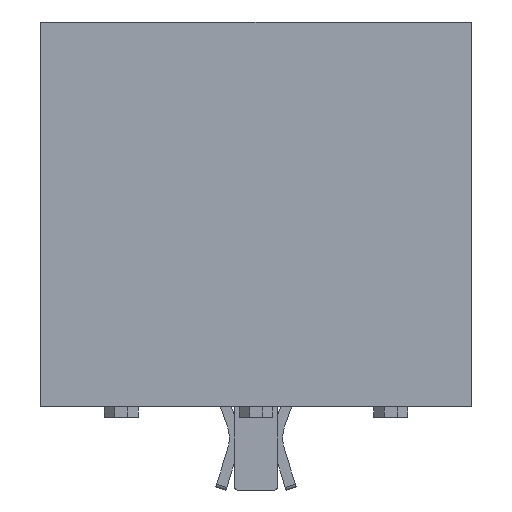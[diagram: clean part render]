
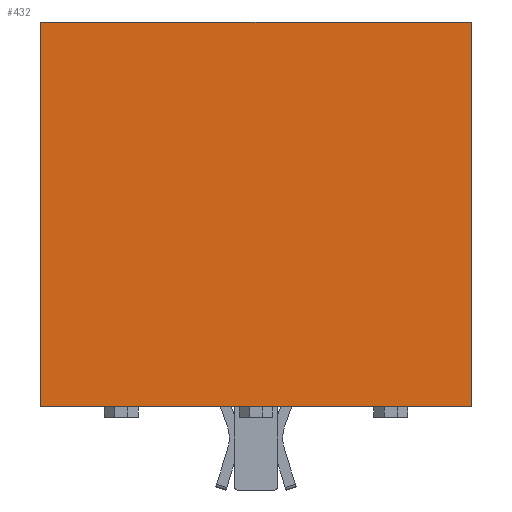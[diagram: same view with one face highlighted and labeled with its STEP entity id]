
A CAD part, front view. The second image highlights one B-rep face of the part: STEP entity #432.
In plain terms, the highlighted planar face has unit normal (0, -1, 0).
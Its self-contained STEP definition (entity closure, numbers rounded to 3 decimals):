
#432 = ADVANCED_FACE( '', ( #900 ), #901, .F. );
#900 = FACE_OUTER_BOUND( '', #1413, .T. );
#901 = PLANE( '', #1414 );
#1413 = EDGE_LOOP( '', ( #2672, #2673, #2674, #2675 ) );
#1414 = AXIS2_PLACEMENT_3D( '', #2676, #2677, #2678 );
#2672 = ORIENTED_EDGE( '', *, *, #3456, .F. );
#2673 = ORIENTED_EDGE( '', *, *, #3100, .F. );
#2674 = ORIENTED_EDGE( '', *, *, #3016, .F. );
#2675 = ORIENTED_EDGE( '', *, *, #3069, .F. );
#2676 = CARTESIAN_POINT( '', ( 0., -2.54, 0. ) );
#2677 = DIRECTION( '', ( 0., 1., 0. ) );
#2678 = DIRECTION( '', ( 0., 0., 1. ) );
#3016 = EDGE_CURVE( '', #3636, #3638, #3639, .T. );
#3069 = EDGE_CURVE( '', #3733, #3636, #3735, .T. );
#3100 = EDGE_CURVE( '', #3638, #3784, #3788, .T. );
#3456 = EDGE_CURVE( '', #3784, #3733, #4276, .T. );
#3636 = VERTEX_POINT( '', #4532 );
#3638 = VERTEX_POINT( '', #4535 );
#3639 = LINE( '', #4536, #4537 );
#3733 = VERTEX_POINT( '', #4670 );
#3735 = LINE( '', #4673, #4674 );
#3784 = VERTEX_POINT( '', #4747 );
#3788 = LINE( '', #4753, #4754 );
#4276 = LINE( '', #5466, #5467 );
#4532 = CARTESIAN_POINT( '', ( 4.06, -2.54, 3.62 ) );
#4535 = CARTESIAN_POINT( '', ( 4.06, -2.54, -3.62 ) );
#4536 = CARTESIAN_POINT( '', ( 4.06, -2.54, 3.62 ) );
#4537 = VECTOR( '', #5598, 1000. );
#4670 = CARTESIAN_POINT( '', ( -4.06, -2.54, 3.62 ) );
#4673 = CARTESIAN_POINT( '', ( -4.06, -2.54, 3.62 ) );
#4674 = VECTOR( '', #5657, 1000. );
#4747 = CARTESIAN_POINT( '', ( -4.06, -2.54, -3.62 ) );
#4753 = CARTESIAN_POINT( '', ( 4.06, -2.54, -3.62 ) );
#4754 = VECTOR( '', #5684, 1000. );
#5466 = CARTESIAN_POINT( '', ( -4.06, -2.54, -3.62 ) );
#5467 = VECTOR( '', #6008, 1000. );
#5598 = DIRECTION( '', ( 0., 0., -1. ) );
#5657 = DIRECTION( '', ( 1., 0., 0. ) );
#5684 = DIRECTION( '', ( -1., 0., 0. ) );
#6008 = DIRECTION( '', ( 0., 0., 1. ) );
